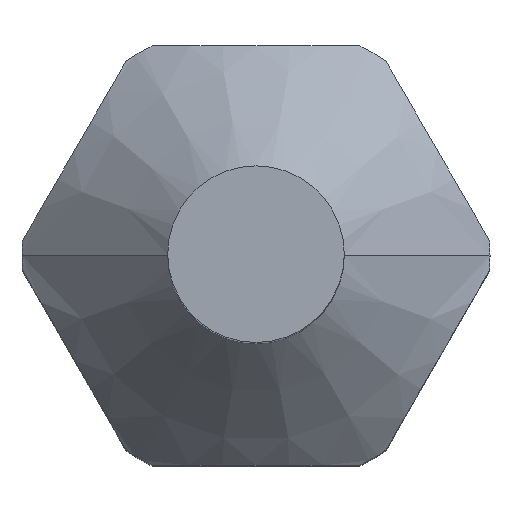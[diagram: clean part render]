
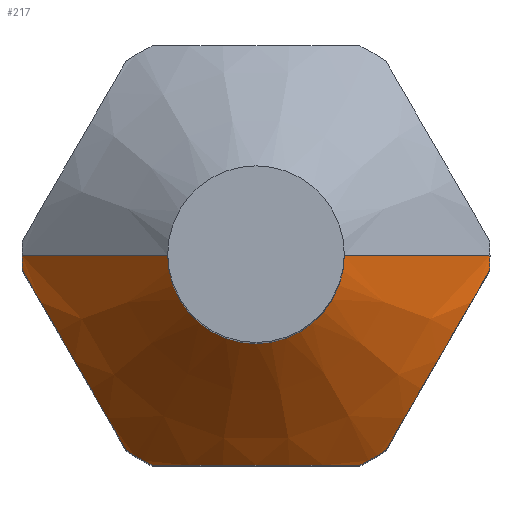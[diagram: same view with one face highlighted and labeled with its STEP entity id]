
A CAD part, top view. The second image highlights one B-rep face of the part: STEP entity #217.
In plain terms, the highlighted conical face has half-angle 45 degrees and reference radius 7.3 mm.
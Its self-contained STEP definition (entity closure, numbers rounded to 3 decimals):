
#217=ADVANCED_FACE('',(#603),#604,.T.);
#293=EDGE_CURVE('',#377,#507,#686,.T.);
#307=EDGE_CURVE('',#363,#429,#700,.T.);
#311=EDGE_CURVE('',#437,#453,#705,.T.);
#319=EDGE_CURVE('',#471,#411,#715,.T.);
#335=EDGE_CURVE('',#377,#509,#732,.T.);
#363=VERTEX_POINT('',#762);
#365=EDGE_CURVE('',#363,#541,#764,.T.);
#377=VERTEX_POINT('',#776);
#389=EDGE_CURVE('',#509,#411,#789,.T.);
#409=EDGE_CURVE('',#437,#429,#811,.T.);
#411=VERTEX_POINT('',#813);
#429=VERTEX_POINT('',#834);
#437=VERTEX_POINT('',#844);
#447=EDGE_CURVE('',#471,#453,#854,.T.);
#453=VERTEX_POINT('',#861);
#471=VERTEX_POINT('',#881);
#507=VERTEX_POINT('',#920);
#509=VERTEX_POINT('',#922);
#541=VERTEX_POINT('',#958);
#543=EDGE_CURVE('',#541,#507,#960,.T.);
#603=FACE_OUTER_BOUND('',#1015,.T.);
#604=CONICAL_SURFACE('',#1016,7.3,0.785);
#686=CIRCLE('',#1191,4.0);
#700=(B_SPLINE_CURVE(2,(#1221,#1222,#1223),.UNSPECIFIED.,.F.,.F.)B_SPLINE_CURVE_WITH_KNOTS((3,3),(0.0,9.658),.UNSPECIFIED.)RATIONAL_B_SPLINE_CURVE((1.0,1.116,1.0))BOUNDED_CURVE()REPRESENTATION_ITEM('')GEOMETRIC_REPRESENTATION_ITEM()CURVE());
#705=(B_SPLINE_CURVE(2,(#1236,#1237,#1238),.UNSPECIFIED.,.F.,.F.)B_SPLINE_CURVE_WITH_KNOTS((3,3),(0.0,9.658),.UNSPECIFIED.)RATIONAL_B_SPLINE_CURVE((1.0,1.116,1.0))BOUNDED_CURVE()REPRESENTATION_ITEM('')GEOMETRIC_REPRESENTATION_ITEM()CURVE());
#715=(B_SPLINE_CURVE(2,(#1258,#1259,#1260),.UNSPECIFIED.,.F.,.F.)B_SPLINE_CURVE_WITH_KNOTS((3,3),(0.0,9.658),.UNSPECIFIED.)RATIONAL_B_SPLINE_CURVE((1.0,1.116,1.0))BOUNDED_CURVE()REPRESENTATION_ITEM('')GEOMETRIC_REPRESENTATION_ITEM()CURVE());
#732=LINE('',#1287,#1288);
#762=CARTESIAN_POINT('',(10.578,-0.678,23.4));
#764=CIRCLE('',#1348,10.6);
#776=CARTESIAN_POINT('',(-4.0,0.,30.0));
#789=CIRCLE('',#1380,10.6);
#811=CIRCLE('',#1428,10.6);
#813=CARTESIAN_POINT('',(-10.578,-0.678,23.4));
#834=CARTESIAN_POINT('',(5.876,-8.822,23.4));
#844=CARTESIAN_POINT('',(4.702,-9.5,23.4));
#854=CIRCLE('',#1479,10.6);
#861=CARTESIAN_POINT('',(-4.702,-9.5,23.4));
#881=CARTESIAN_POINT('',(-5.876,-8.822,23.4));
#920=CARTESIAN_POINT('',(4.0,0.,30.0));
#922=CARTESIAN_POINT('',(-10.6,0.,23.4));
#958=CARTESIAN_POINT('',(10.6,0.,23.4));
#960=LINE('',#1648,#1649);
#1015=EDGE_LOOP('',(#1721,#1722,#1723,#1724,#1725,#1726,#1727,#1728,#1729,#1730));
#1016=AXIS2_PLACEMENT_3D('',#1731,#1732,#1733);
#1191=AXIS2_PLACEMENT_3D('',#1827,#1828,#1829);
#1221=CARTESIAN_POINT('',(10.578,-0.678,23.4));
#1222=CARTESIAN_POINT('',(8.227,-4.75,25.486));
#1223=CARTESIAN_POINT('',(5.876,-8.822,23.4));
#1236=CARTESIAN_POINT('',(4.702,-9.5,23.4));
#1237=CARTESIAN_POINT('',(0.,-9.5,25.486));
#1238=CARTESIAN_POINT('',(-4.702,-9.5,23.4));
#1258=CARTESIAN_POINT('',(-5.876,-8.822,23.4));
#1259=CARTESIAN_POINT('',(-8.227,-4.75,25.486));
#1260=CARTESIAN_POINT('',(-10.578,-0.678,23.4));
#1287=CARTESIAN_POINT('',(-7.3,0.,26.7));
#1288=VECTOR('',#1878,1.0);
#1348=AXIS2_PLACEMENT_3D('',#1901,#1902,#1903);
#1380=AXIS2_PLACEMENT_3D('',#1915,#1916,#1917);
#1428=AXIS2_PLACEMENT_3D('',#1941,#1942,#1943);
#1479=AXIS2_PLACEMENT_3D('',#1995,#1996,#1997);
#1648=CARTESIAN_POINT('',(7.3,0.,26.7));
#1649=VECTOR('',#2114,1.0);
#1721=ORIENTED_EDGE('',*,*,#335,.T.);
#1722=ORIENTED_EDGE('',*,*,#389,.T.);
#1723=ORIENTED_EDGE('',*,*,#319,.F.);
#1724=ORIENTED_EDGE('',*,*,#447,.T.);
#1725=ORIENTED_EDGE('',*,*,#311,.F.);
#1726=ORIENTED_EDGE('',*,*,#409,.T.);
#1727=ORIENTED_EDGE('',*,*,#307,.F.);
#1728=ORIENTED_EDGE('',*,*,#365,.T.);
#1729=ORIENTED_EDGE('',*,*,#543,.T.);
#1730=ORIENTED_EDGE('',*,*,#293,.F.);
#1731=CARTESIAN_POINT('',(0.,0.,26.7));
#1732=DIRECTION('',(0.,0.,-1.0));
#1733=DIRECTION('',(-1.0,0.,0.));
#1827=CARTESIAN_POINT('',(0.,0.,30.0));
#1828=DIRECTION('',(0.,0.,1.0));
#1829=DIRECTION('',(-1.0,0.,0.0));
#1878=DIRECTION('',(-0.707,0.,-0.707));
#1901=CARTESIAN_POINT('',(0.,0.,23.4));
#1902=DIRECTION('',(0.,0.,1.0));
#1903=DIRECTION('',(-1.0,0.,0.));
#1915=CARTESIAN_POINT('',(0.,0.,23.4));
#1916=DIRECTION('',(0.,0.,1.0));
#1917=DIRECTION('',(-1.0,0.,0.));
#1941=CARTESIAN_POINT('',(0.,0.,23.4));
#1942=DIRECTION('',(0.,0.,1.0));
#1943=DIRECTION('',(-1.0,0.,0.));
#1995=CARTESIAN_POINT('',(0.,0.,23.4));
#1996=DIRECTION('',(0.,0.,1.0));
#1997=DIRECTION('',(-1.0,0.,0.));
#2114=DIRECTION('',(-0.707,0.,0.707));
